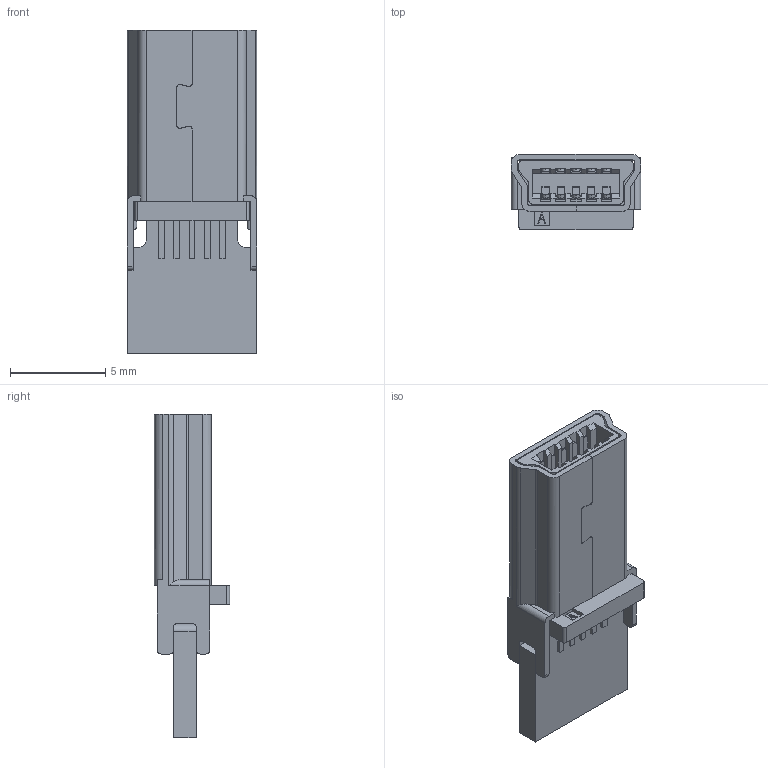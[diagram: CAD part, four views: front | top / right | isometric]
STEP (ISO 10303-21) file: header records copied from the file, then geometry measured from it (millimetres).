
FILE_DESCRIPTION((''),'2;1');
FILE_NAME('1031002GR3XX_MINI_0001_ASM','2025-02-07T16:09:42',('Administrator'),(''),'CREO PARAMETRIC BY PTC INC, 2020053','CREO PARAMETRIC BY PTC INC, 2020053','');
FILE_SCHEMA(('AUTOMOTIVE_DESIGN { 1 0 10303 214 1 1 1 1 }'));
Length unit declared in the file: millimetre
Products named in the file (13): PRT0013_1_1_1; PRT0014_1_1_1_1; PRT0014_1_1_1_2; PRT0014_1_1_1_ASM; PRT0015_1_1_1_1; PRT0015_1_1_1_2; PRT0015_1_1_1_ASM; PRT0016_1_1_1; PRT0002_1_1_1; ASM0013_ASM_ASM_1_1_ASM_1_ASM; ASM0012_ASM_1_ASM_1_1_ASM_1_ASM; 1031002GR3XX_MINI_0001_ASM_1_ASM; 1031002GR3XX_MINI_0001_ASM
Assembly tree (20 placements, depth 6):
  1031002GR3XX_MINI_0001_ASM
    1031002GR3XX_MINI_0001_ASM_1_ASM
      ASM0012_ASM_1_ASM_1_1_ASM_1_ASM
        ASM0013_ASM_ASM_1_1_ASM_1_ASM
          PRT0013_1_1_1
          PRT0014_1_1_1_ASM  x5
            PRT0014_1_1_1_1
            PRT0014_1_1_1_2
          PRT0015_1_1_1_ASM  x5
            PRT0015_1_1_1_1
            PRT0015_1_1_1_2
          PRT0016_1_1_1
          PRT0002_1_1_1
Bounding box: 6.8 x 3.95 x 17 mm (x, y, z)
Volume: 211.9 mm3; surface area: 890.8 mm2
Topology: 23 solids, 23 shells, 489 faces, 1315 edges, 878 vertices
Faces by surface type: plane 373, cylinder 116
Entity records: 9914 total; most frequent: CARTESIAN_POINT 1800, ORIENTED_EDGE 1574, DIRECTION 1569, EDGE_CURVE 787, VECTOR 639, LINE 639, VERTEX_POINT 526, AXIS2_PLACEMENT_3D 465
